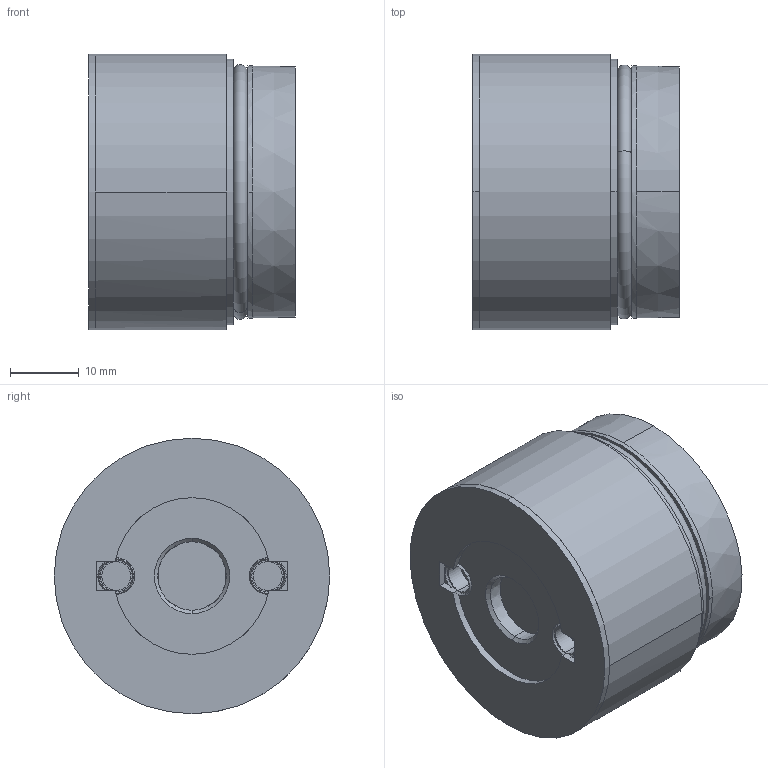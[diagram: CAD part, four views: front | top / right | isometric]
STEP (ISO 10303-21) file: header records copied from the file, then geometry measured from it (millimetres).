
FILE_DESCRIPTION((''),'2;1');
FILE_NAME('CAD-8012','2021-10-07T11:16:45',('creinig-se'),(''),'CREO PARAMETRIC BY PTC INC, 2019292','CREO PARAMETRIC BY PTC INC, 2019292','');
FILE_SCHEMA(('CONFIG_CONTROL_DESIGN','SHAPE_APPEARANCE_LAYERS_GROUPS'));
Length unit declared in the file: millimetre
Products named in the file (1): CAD-8012
Bounding box: 30 x 40.02 x 40.02 mm (x, y, z)
Volume: 35015.3 mm3; surface area: 6858 mm2
Topology: 1 solids, 1 shells, 57 faces, 166 edges, 116 vertices
Faces by surface type: cone 20, plane 17, cylinder 14, torus 6
Entity records: 2739 total; most frequent: CARTESIAN_POINT 400, DIRECTION 366, ORIENTED_EDGE 332, PRESENTATION_STYLE_ASSIGNMENT 180, STYLED_ITEM 167, CURVE_STYLE 166, EDGE_CURVE 166, AXIS2_PLACEMENT_3D 159
